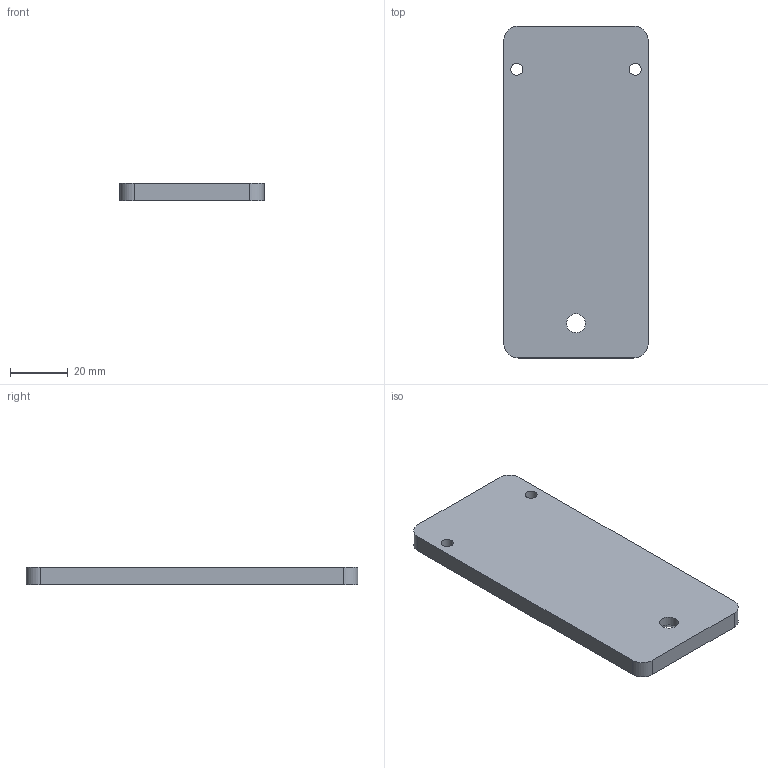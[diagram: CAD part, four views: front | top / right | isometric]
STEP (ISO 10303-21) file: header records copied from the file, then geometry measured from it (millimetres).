
FILE_DESCRIPTION(/* description */ ('Unknown'),/* implementation_level */ '2;1');
FILE_NAME(/* name */ 'Brida_RGI14_L515',/* time_stamp */ '2023-08-10T14:12:58+02:00',/* author */ ('Unknown'),/* organization */ ('Unknown'),/* preprocessor_version */ 'ST-DEVELOPER v18.1',/* originating_system */ 'Solid Edge',/* authorisation */ 'Unknown');
FILE_SCHEMA (('AUTOMOTIVE_DESIGN {1 0 10303 214 3 1 1}'));
Length unit declared in the file: millimetre
Products named in the file (1): Brida_RGI14_L515
Bounding box: 50 x 115 x 6 mm (x, y, z)
Volume: 33903.5 mm3; surface area: 13521.2 mm2
Topology: 1 solids, 1 shells, 14 faces, 36 edges, 24 vertices
Faces by surface type: cylinder 7, plane 6, cone 1
Full cylindrical faces by diameter (mm): 4.2 x2, 6.6 x1
Entity records: 448 total; most frequent: DIRECTION 76, CARTESIAN_POINT 69, ORIENTED_EDGE 62, EDGE_CURVE 31, AXIS2_PLACEMENT_3D 30, EDGE_LOOP 24, FACE_BOUND 24, VERTEX_POINT 23
